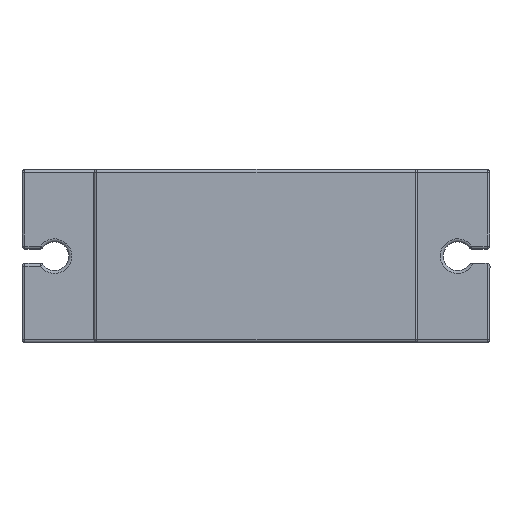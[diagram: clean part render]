
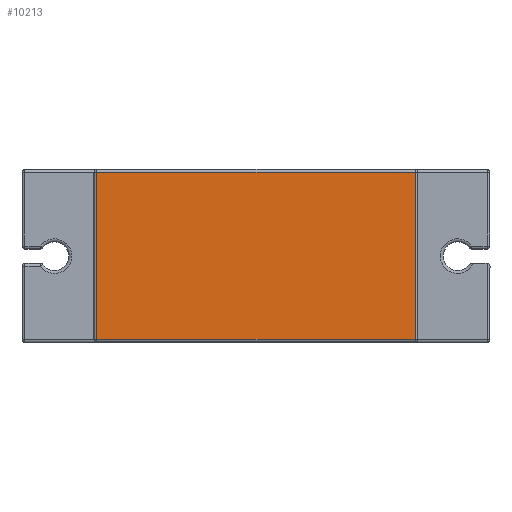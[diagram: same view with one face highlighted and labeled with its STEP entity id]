
A CAD part, top view. The second image highlights one B-rep face of the part: STEP entity #10213.
In plain terms, the highlighted planar face has unit normal (0, 0, 1).
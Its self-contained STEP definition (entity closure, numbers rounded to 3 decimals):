
#650=PLANE('',#10975);
#1026=FACE_OUTER_BOUND('',#1628,.T.);
#1628=EDGE_LOOP('',(#7611,#7612,#7613,#7614));
#2447=LINE('',#16936,#3362);
#2448=LINE('',#16938,#3363);
#2449=LINE('',#16940,#3364);
#2450=LINE('',#16941,#3365);
#3362=VECTOR('',#12387,11.6);
#3363=VECTOR('',#12388,22.1);
#3364=VECTOR('',#12389,11.6);
#3365=VECTOR('',#12390,22.1);
#4631=VERTEX_POINT('',#16934);
#4632=VERTEX_POINT('',#16935);
#4633=VERTEX_POINT('',#16937);
#4634=VERTEX_POINT('',#16939);
#5734=EDGE_CURVE('',#4631,#4632,#2447,.T.);
#5735=EDGE_CURVE('',#4632,#4633,#2448,.T.);
#5736=EDGE_CURVE('',#4633,#4634,#2449,.T.);
#5737=EDGE_CURVE('',#4634,#4631,#2450,.T.);
#7611=ORIENTED_EDGE('',*,*,#5734,.T.);
#7612=ORIENTED_EDGE('',*,*,#5735,.T.);
#7613=ORIENTED_EDGE('',*,*,#5736,.T.);
#7614=ORIENTED_EDGE('',*,*,#5737,.T.);
#10213=ADVANCED_FACE('',(#1026),#650,.F.);
#10975=AXIS2_PLACEMENT_3D('',#16933,#12385,#12386);
#12385=DIRECTION('center_axis',(0.,0.,
-1.));
#12386=DIRECTION('ref_axis',(-1.,0.,0.));
#12387=DIRECTION('',(0.,-1.,0.));
#12388=DIRECTION('',(1.,0.,0.));
#12389=DIRECTION('',(0.,1.,0.));
#12390=DIRECTION('',(-1.,0.,0.));
#16933=CARTESIAN_POINT('Origin',(0.,0.,17.5));
#16934=CARTESIAN_POINT('',(-11.05,5.8,17.5));
#16935=CARTESIAN_POINT('',(-11.05,-5.8,17.5));
#16936=CARTESIAN_POINT('',(-11.05,5.8,17.5));
#16937=CARTESIAN_POINT('',(11.05,-5.8,17.5));
#16938=CARTESIAN_POINT('',(-11.05,-5.8,17.5));
#16939=CARTESIAN_POINT('',(11.05,5.8,17.5));
#16940=CARTESIAN_POINT('',(11.05,-5.8,17.5));
#16941=CARTESIAN_POINT('',(11.05,5.8,17.5));
